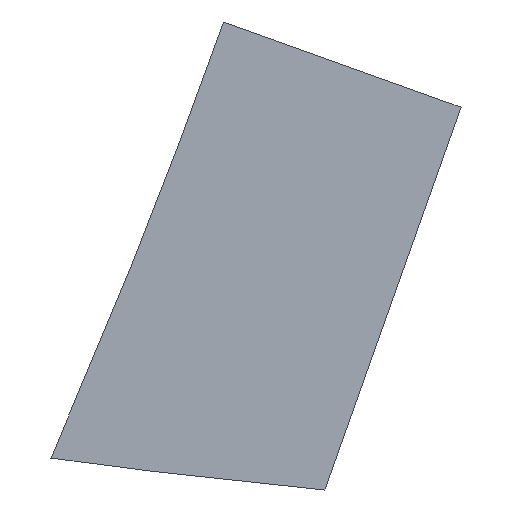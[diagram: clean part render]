
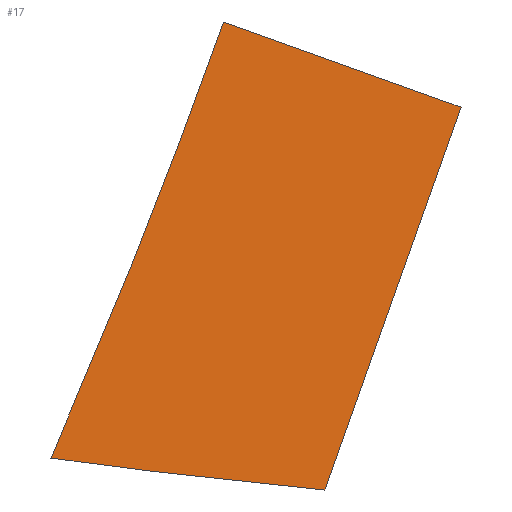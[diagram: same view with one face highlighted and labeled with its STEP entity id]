
A CAD part, left-side view. The second image highlights one B-rep face of the part: STEP entity #17.
In plain terms, the highlighted planar face has unit normal (-0.996, -0.095, 0).
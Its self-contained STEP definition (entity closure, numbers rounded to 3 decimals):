
#17 = ADVANCED_FACE('',(#18),#32,.T.);
#18 = FACE_BOUND('',#19,.F.);
#19 = EDGE_LOOP('',(#20,#43,#59,#81));
#20 = ORIENTED_EDGE('',*,*,#21,.T.);
#21 = EDGE_CURVE('',#22,#24,#26,.T.);
#22 = VERTEX_POINT('',#23);
#23 = CARTESIAN_POINT('',(-1.169,12.224,
    72.569));
#24 = VERTEX_POINT('',#25);
#25 = CARTESIAN_POINT('',(5.494,-57.485,47.566)
  );
#26 = SURFACE_CURVE('',#27,(#31),.PCURVE_S1.);
#27 = LINE('',#28,#29);
#28 = CARTESIAN_POINT('',(-1.169,12.224,
    72.569));
#29 = VECTOR('',#30,1.);
#30 = DIRECTION('',(0.09,-0.937,-0.336)
  );
#31 = PCURVE('',#32,#37);
#32 = PLANE('',#33);
#33 = AXIS2_PLACEMENT_3D('',#34,#35,#36);
#34 = CARTESIAN_POINT('',(1.11,-11.608,-82.956)
  );
#35 = DIRECTION('',(-0.995,-0.095,
    0.));
#36 = DIRECTION('',(0.032,-0.335,0.942));
#37 = DEFINITIONAL_REPRESENTATION('',(#38),#42);
#38 = LINE('',#39,#40);
#39 = CARTESIAN_POINT('',(138.418,74.842));
#40 = VECTOR('',#41,1.);
#41 = DIRECTION('',(0.,-1.));
#42 = ( GEOMETRIC_REPRESENTATION_CONTEXT(2) 
PARAMETRIC_REPRESENTATION_CONTEXT() REPRESENTATION_CONTEXT('2D SPACE',''
  ) );
#43 = ORIENTED_EDGE('',*,*,#44,.T.);
#44 = EDGE_CURVE('',#24,#45,#47,.T.);
#45 = VERTEX_POINT('',#46);
#46 = CARTESIAN_POINT('',(1.679,-17.565,-64.753
    ));
#47 = SURFACE_CURVE('',#48,(#52),.PCURVE_S1.);
#48 = LINE('',#49,#50);
#49 = CARTESIAN_POINT('',(5.494,-57.485,47.566)
  );
#50 = VECTOR('',#51,1.);
#51 = DIRECTION('',(-0.032,0.335,-0.942)
  );
#52 = PCURVE('',#32,#53);
#53 = DEFINITIONAL_REPRESENTATION('',(#54),#58);
#54 = LINE('',#55,#56);
#55 = CARTESIAN_POINT('',(138.418,0.485));
#56 = VECTOR('',#57,1.);
#57 = DIRECTION('',(-1.,0.));
#58 = ( GEOMETRIC_REPRESENTATION_CONTEXT(2) 
PARAMETRIC_REPRESENTATION_CONTEXT() REPRESENTATION_CONTEXT('2D SPACE',''
  ) );
#59 = ORIENTED_EDGE('',*,*,#60,.T.);
#60 = EDGE_CURVE('',#45,#61,#63,.T.);
#61 = VERTEX_POINT('',#62);
#62 = CARTESIAN_POINT('',(-6.004,62.826,-55.382
    ));
#63 = SURFACE_CURVE('',#64,(#71),.PCURVE_S1.);
#64 = B_SPLINE_CURVE_WITH_KNOTS('',3,(#65,#66,#67,#68,#69,#70),
  .UNSPECIFIED.,.F.,.F.,(4,1,1,4),(0.,0.333,0.667,1.),
  .UNSPECIFIED.);
#65 = CARTESIAN_POINT('',(1.679,-17.565,-64.753
    ));
#66 = CARTESIAN_POINT('',(0.867,-9.072,-63.882)
  );
#67 = CARTESIAN_POINT('',(-0.787,8.241,-62.027
    ));
#68 = CARTESIAN_POINT('',(-3.627,37.956,
    -58.836));
#69 = CARTESIAN_POINT('',(-5.231,54.734,-56.564
    ));
#70 = CARTESIAN_POINT('',(-6.004,62.826,-55.382
    ));
#71 = PCURVE('',#32,#72);
#72 = DEFINITIONAL_REPRESENTATION('',(#73),#80);
#73 = B_SPLINE_CURVE_WITH_KNOTS('',3,(#74,#75,#76,#77,#78,#79),
  .UNSPECIFIED.,.F.,.F.,(4,1,1,4),(0.,0.333,0.667,1.),
  .UNSPECIFIED.);
#74 = CARTESIAN_POINT('',(19.155,0.485));
#75 = CARTESIAN_POINT('',(17.106,8.813));
#76 = CARTESIAN_POINT('',(13.006,25.815));
#77 = CARTESIAN_POINT('',(5.974,55.001));
#78 = CARTESIAN_POINT('',(2.445,71.638));
#79 = CARTESIAN_POINT('',(0.826,79.691));
#80 = ( GEOMETRIC_REPRESENTATION_CONTEXT(2) 
PARAMETRIC_REPRESENTATION_CONTEXT() REPRESENTATION_CONTEXT('2D SPACE',''
  ) );
#81 = ORIENTED_EDGE('',*,*,#82,.T.);
#82 = EDGE_CURVE('',#61,#22,#83,.T.);
#83 = SURFACE_CURVE('',#84,(#91),.PCURVE_S1.);
#84 = B_SPLINE_CURVE_WITH_KNOTS('',3,(#85,#86,#87,#88,#89,#90),
  .UNSPECIFIED.,.F.,.F.,(4,1,1,4),(0.,0.333,0.667,1.),
  .UNSPECIFIED.);
#85 = CARTESIAN_POINT('',(-6.004,62.826,-55.382
    ));
#86 = CARTESIAN_POINT('',(-5.419,56.704,
    -41.368));
#87 = CARTESIAN_POINT('',(-4.281,44.793,
    -13.206));
#88 = CARTESIAN_POINT('',(-2.668,27.92,
    29.46));
#89 = CARTESIAN_POINT('',(-1.658,17.344,58.155)
  );
#90 = CARTESIAN_POINT('',(-1.169,12.224,
    72.569));
#91 = PCURVE('',#32,#92);
#92 = DEFINITIONAL_REPRESENTATION('',(#93),#100);
#93 = B_SPLINE_CURVE_WITH_KNOTS('',3,(#94,#95,#96,#97,#98,#99),
  .UNSPECIFIED.,.F.,.F.,(4,1,1,4),(0.,0.333,0.667,1.),
  .UNSPECIFIED.);
#94 = CARTESIAN_POINT('',(0.826,79.691));
#95 = CARTESIAN_POINT('',(16.091,78.611));
#96 = CARTESIAN_POINT('',(46.637,76.812));
#97 = CARTESIAN_POINT('',(92.518,75.195));
#98 = CARTESIAN_POINT('',(123.115,74.839));
#99 = CARTESIAN_POINT('',(138.418,74.842));
#100 = ( GEOMETRIC_REPRESENTATION_CONTEXT(2) 
PARAMETRIC_REPRESENTATION_CONTEXT() REPRESENTATION_CONTEXT('2D SPACE',''
  ) );
